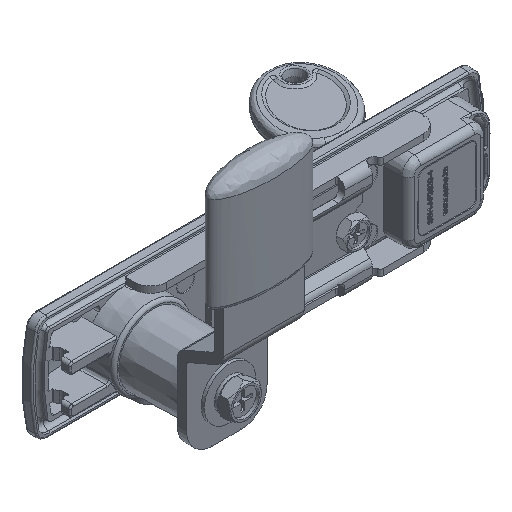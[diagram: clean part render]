
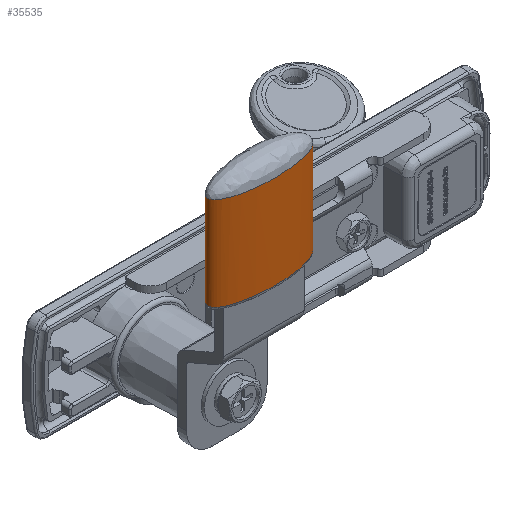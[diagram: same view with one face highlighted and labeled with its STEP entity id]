
A CAD part, isometric view. The second image highlights one B-rep face of the part: STEP entity #35535.
In plain terms, the highlighted free-form (B-spline) face has degree [2, 1] with [9, 2] control points.
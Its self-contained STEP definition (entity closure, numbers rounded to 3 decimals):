
#339=ELLIPSE('',#38280,16.,5.);
#340=ELLIPSE('',#38281,16.,5.);
#464=(
BOUNDED_SURFACE()
B_SPLINE_SURFACE(2,1,((#81958,#81959),(#81960,#81961),(#81962,#81963),(#81964,
#81965),(#81966,#81967),(#81968,#81969),(#81970,#81971),(#81972,#81973),
(#81974,#81975)),.UNSPECIFIED.,.T.,.F.,.F.)
B_SPLINE_SURFACE_WITH_KNOTS((3,2,2,2,3),(2,2),(-3.142,-1.571,
0.,1.571,3.142),(0.,3.48),.UNSPECIFIED.)
GEOMETRIC_REPRESENTATION_ITEM()
RATIONAL_B_SPLINE_SURFACE(((1.,1.),(0.707,0.707),
(1.,1.),(0.707,0.707),(1.,1.),(0.707,
0.707),(1.,1.),(0.707,0.707),(1.,1.)))
REPRESENTATION_ITEM('')
SURFACE()
);
#3014=B_SPLINE_CURVE_WITH_KNOTS('',3,(#81923,#81924,#81925,#81926,#81927,
#81928,#81929,#81930,#81931,#81932,#81933,#81934,#81935,#81936,#81937,#81938,
#81939,#81940,#81941,#81942,#81943,#81944,#81945,#81946,#81947,#81948,#81949,
#81950,#81951,#81952,#81953,#81954,#81955,#81956,#81957),.UNSPECIFIED.,
 .T.,.F.,(4,1,1,1,1,1,1,1,1,1,1,1,1,1,1,1,1,1,1,1,1,1,1,1,1,1,1,1,1,1,1,
1,4),(-3.142,-3.114,-3.085,-3.029,
-2.917,-2.693,-2.244,-1.346,
-0.748,-0.598,-0.524,-0.449,
-0.299,-0.15,-0.075,-0.037,
-0.019,0.,0.019,0.037,
0.075,0.15,0.299,0.449,
0.748,1.346,2.244,2.693,2.917,
3.029,3.085,3.114,3.142),
 .UNSPECIFIED.);
#5312=FACE_OUTER_BOUND('',#7401,.T.);
#7401=EDGE_LOOP('',(#32558,#32559,#32560,#32561,#32562));
#10438=LINE('',#81979,#13479);
#13479=VECTOR('',#46734,16.);
#16867=VERTEX_POINT('',#81881);
#16869=VERTEX_POINT('',#81976);
#16870=VERTEX_POINT('',#81977);
#22100=EDGE_CURVE('',#16867,#16867,#3014,.T.);
#22101=EDGE_CURVE('',#16869,#16870,#339,.T.);
#22102=EDGE_CURVE('',#16869,#16867,#10438,.T.);
#22103=EDGE_CURVE('',#16870,#16869,#340,.T.);
#32558=ORIENTED_EDGE('',*,*,#22101,.F.);
#32559=ORIENTED_EDGE('',*,*,#22102,.T.);
#32560=ORIENTED_EDGE('',*,*,#22100,.F.);
#32561=ORIENTED_EDGE('',*,*,#22102,.F.);
#32562=ORIENTED_EDGE('',*,*,#22103,.F.);
#35535=ADVANCED_FACE('',(#5312),#464,.T.);
#38280=AXIS2_PLACEMENT_3D('',#81978,#46732,#46733);
#38281=AXIS2_PLACEMENT_3D('',#81980,#46735,#46736);
#46732=DIRECTION('center_axis',(0.,0.,1.));
#46733=DIRECTION('ref_axis',(-1.,0.,0.));
#46734=DIRECTION('',(0.,0.,-1.));
#46735=DIRECTION('center_axis',(0.,0.,1.));
#46736=DIRECTION('ref_axis',(-1.,0.,0.));
#81881=CARTESIAN_POINT('',(16.,-42.3,36.));
#81923=CARTESIAN_POINT('Ctrl Pts',(16.,-42.3,36.));
#81924=CARTESIAN_POINT('Ctrl Pts',(16.,-42.566,36.));
#81925=CARTESIAN_POINT('Ctrl Pts',(15.86,-43.021,36.));
#81926=CARTESIAN_POINT('Ctrl Pts',(15.511,-43.559,36.));
#81927=CARTESIAN_POINT('Ctrl Pts',(14.869,-44.195,36.));
#81928=CARTESIAN_POINT('Ctrl Pts',(13.558,-45.022,36.));
#81929=CARTESIAN_POINT('Ctrl Pts',(10.888,-46.075,36.));
#81930=CARTESIAN_POINT('Ctrl Pts',(5.444,-47.205,36.));
#81931=CARTESIAN_POINT('Ctrl Pts',(-1.284,-47.466,
36.));
#81932=CARTESIAN_POINT('Ctrl Pts',(-7.015,-46.881,
36.));
#81933=CARTESIAN_POINT('Ctrl Pts',(-9.854,-46.249,
36.));
#81934=CARTESIAN_POINT('Ctrl Pts',(-10.881,-45.971,
36.));
#81935=CARTESIAN_POINT('Ctrl Pts',(-11.902,-45.656,36.));
#81936=CARTESIAN_POINT('Ctrl Pts',(-13.175,-45.176,36.));
#81937=CARTESIAN_POINT('Ctrl Pts',(-14.433,-44.512,
36.));
#81938=CARTESIAN_POINT('Ctrl Pts',(-15.296,-43.812,36.));
#81939=CARTESIAN_POINT('Ctrl Pts',(-15.716,-43.271,
36.));
#81940=CARTESIAN_POINT('Ctrl Pts',(-15.932,-42.823,
36.));
#81941=CARTESIAN_POINT('Ctrl Pts',(-16.033,-42.307,
36.));
#81942=CARTESIAN_POINT('Ctrl Pts',(-15.936,-41.786,
36.));
#81943=CARTESIAN_POINT('Ctrl Pts',(-15.72,-41.335,
36.));
#81944=CARTESIAN_POINT('Ctrl Pts',(-15.301,-40.791,
36.));
#81945=CARTESIAN_POINT('Ctrl Pts',(-14.439,-40.09,36.));
#81946=CARTESIAN_POINT('Ctrl Pts',(-13.177,-39.425,
36.));
#81947=CARTESIAN_POINT('Ctrl Pts',(-11.148,-38.66,
36.));
#81948=CARTESIAN_POINT('Ctrl Pts',(-7.532,-37.776,36.));
#81949=CARTESIAN_POINT('Ctrl Pts',(-1.302,-37.127,
36.));
#81950=CARTESIAN_POINT('Ctrl Pts',(5.46,-37.4,36.));
#81951=CARTESIAN_POINT('Ctrl Pts',(10.893,-38.526,36.));
#81952=CARTESIAN_POINT('Ctrl Pts',(13.559,-39.579,36.));
#81953=CARTESIAN_POINT('Ctrl Pts',(14.868,-40.404,36.));
#81954=CARTESIAN_POINT('Ctrl Pts',(15.512,-41.042,36.));
#81955=CARTESIAN_POINT('Ctrl Pts',(15.859,-41.579,36.));
#81956=CARTESIAN_POINT('Ctrl Pts',(16.,-42.034,36.));
#81957=CARTESIAN_POINT('Ctrl Pts',(16.,-42.3,36.));
#81958=CARTESIAN_POINT('Ctrl Pts',(16.,-42.3,36.));
#81959=CARTESIAN_POINT('Ctrl Pts',(16.,-42.3,70.8));
#81960=CARTESIAN_POINT('Ctrl Pts',(16.,-37.3,36.));
#81961=CARTESIAN_POINT('Ctrl Pts',(16.,-37.3,70.8));
#81962=CARTESIAN_POINT('Ctrl Pts',(0.,-37.3,36.));
#81963=CARTESIAN_POINT('Ctrl Pts',(0.,-37.3,70.8));
#81964=CARTESIAN_POINT('Ctrl Pts',(-16.,-37.3,36.));
#81965=CARTESIAN_POINT('Ctrl Pts',(-16.,-37.3,70.8));
#81966=CARTESIAN_POINT('Ctrl Pts',(-16.,-42.3,36.));
#81967=CARTESIAN_POINT('Ctrl Pts',(-16.,-42.3,70.8));
#81968=CARTESIAN_POINT('Ctrl Pts',(-16.,-47.3,36.));
#81969=CARTESIAN_POINT('Ctrl Pts',(-16.,-47.3,70.8));
#81970=CARTESIAN_POINT('Ctrl Pts',(0.,-47.3,36.));
#81971=CARTESIAN_POINT('Ctrl Pts',(0.,-47.3,70.8));
#81972=CARTESIAN_POINT('Ctrl Pts',(16.,-47.3,36.));
#81973=CARTESIAN_POINT('Ctrl Pts',(16.,-47.3,70.8));
#81974=CARTESIAN_POINT('Ctrl Pts',(16.,-42.3,36.));
#81975=CARTESIAN_POINT('Ctrl Pts',(16.,-42.3,70.8));
#81976=CARTESIAN_POINT('',(16.,-42.3,65.));
#81977=CARTESIAN_POINT('',(-16.,-42.3,65.));
#81978=CARTESIAN_POINT('Origin',(0.,-42.3,65.));
#81979=CARTESIAN_POINT('',(16.,-42.3,35.));
#81980=CARTESIAN_POINT('Origin',(0.,-42.3,65.));
